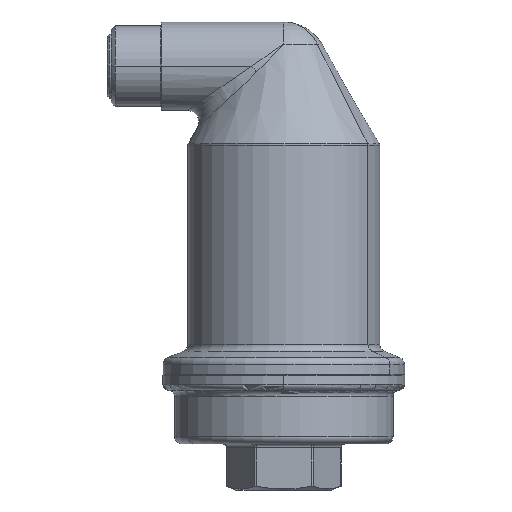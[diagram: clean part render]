
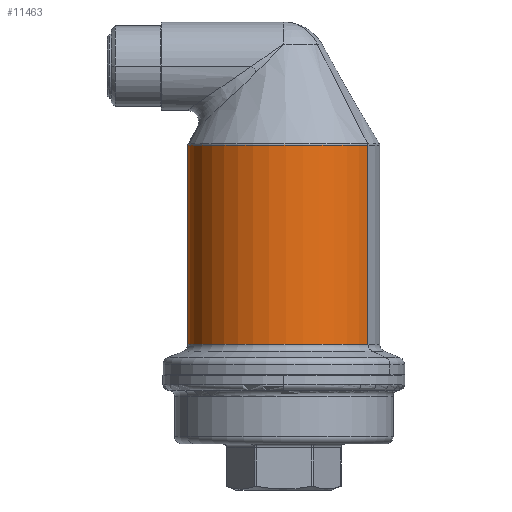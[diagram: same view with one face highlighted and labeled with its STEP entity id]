
A CAD part, left-side view. The second image highlights one B-rep face of the part: STEP entity #11463.
In plain terms, the highlighted cylindrical face has radius 25 mm (diameter 50 mm), a partial arc.
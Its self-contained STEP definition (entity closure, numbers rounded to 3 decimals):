
#11349=AXIS2_PLACEMENT_3D('Circle Axis2P3D',#11347,#11348,$) ;
#11424=AXIS2_PLACEMENT_3D('Cylinder Axis2P3D',#11421,#11422,#11423) ;
#11454=AXIS2_PLACEMENT_3D('Circle Axis2P3D',#11452,#11453,$) ;
#11325=CARTESIAN_POINT('Vertex',(11.986,21.94,20.)) ;
#11332=CARTESIAN_POINT('Vertex',(-11.986,-21.94,20.)) ;
#11347=CARTESIAN_POINT('Axis2P3D Location',(0.,0.,20.)) ;
#11421=CARTESIAN_POINT('Axis2P3D Location',(0.,0.,52.)) ;
#11426=CARTESIAN_POINT('Line Origine',(11.986,21.94,45.965)) ;
#11430=CARTESIAN_POINT('Vertex',(11.986,21.94,71.931)) ;
#11437=CARTESIAN_POINT('Vertex',(-11.986,-21.94,71.931)) ;
#11440=CARTESIAN_POINT('Line Origine',(-11.986,-21.94,45.965)) ;
#11452=CARTESIAN_POINT('Axis2P3D Location',(0.,0.,71.931)) ;
#11348=DIRECTION('Axis2P3D Direction',(0.,0.,-1.)) ;
#11422=DIRECTION('Axis2P3D Direction',(0.,0.,-1.)) ;
#11423=DIRECTION('Axis2P3D XDirection',(0.479,0.878,0.)) ;
#11427=DIRECTION('Vector Direction',(0.,0.,-1.)) ;
#11441=DIRECTION('Vector Direction',(0.,0.,-1.)) ;
#11453=DIRECTION('Axis2P3D Direction',(0.,0.,-1.)) ;
#11428=VECTOR('Line Direction',#11427,1.) ;
#11442=VECTOR('Line Direction',#11441,1.) ;
#11458=ORIENTED_EDGE('',*,*,#11351,.F.) ;
#11459=ORIENTED_EDGE('',*,*,#11444,.T.) ;
#11460=ORIENTED_EDGE('',*,*,#11456,.T.) ;
#11461=ORIENTED_EDGE('',*,*,#11432,.F.) ;
#11463=ADVANCED_FACE('Hauptk\X2\00F6\X0\rper',(#11462),#11425,.T.) ;
#11350=CIRCLE('generated circle',#11349,25.) ;
#11455=CIRCLE('generated circle',#11454,25.) ;
#11425=CYLINDRICAL_SURFACE('generated cylinder',#11424,25.) ;
#11351=EDGE_CURVE('',#11333,#11326,#11350,.T.) ;
#11432=EDGE_CURVE('',#11326,#11431,#11429,.F.) ;
#11444=EDGE_CURVE('',#11333,#11438,#11443,.F.) ;
#11456=EDGE_CURVE('',#11438,#11431,#11455,.T.) ;
#11457=EDGE_LOOP('',(#11458,#11459,#11460,#11461)) ;
#11462=FACE_OUTER_BOUND('',#11457,.T.) ;
#11429=LINE('Line',#11426,#11428) ;
#11443=LINE('Line',#11440,#11442) ;
#11326=VERTEX_POINT('',#11325) ;
#11333=VERTEX_POINT('',#11332) ;
#11431=VERTEX_POINT('',#11430) ;
#11438=VERTEX_POINT('',#11437) ;
